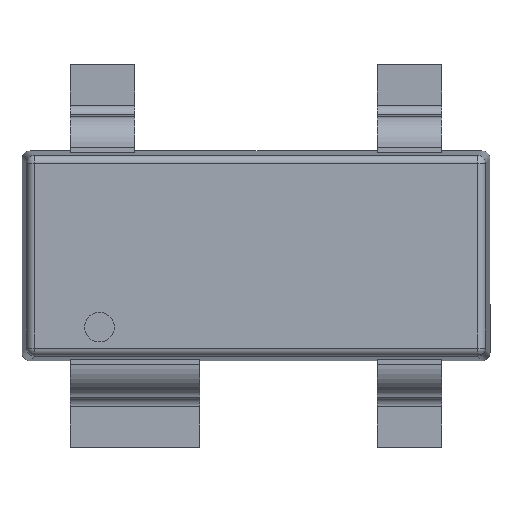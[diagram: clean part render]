
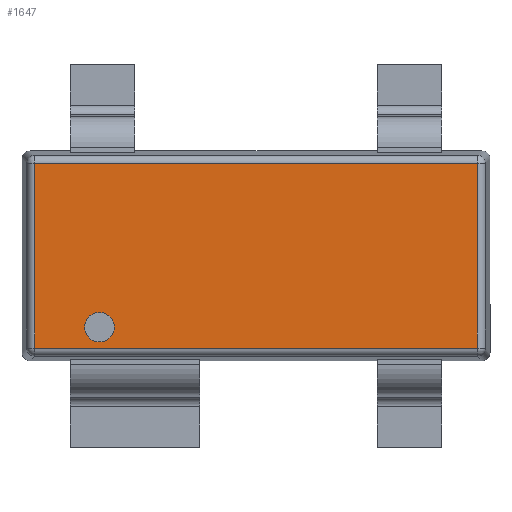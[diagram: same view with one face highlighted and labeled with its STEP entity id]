
A CAD part, top view. The second image highlights one B-rep face of the part: STEP entity #1647.
In plain terms, the highlighted planar face has unit normal (0, 0, 1).
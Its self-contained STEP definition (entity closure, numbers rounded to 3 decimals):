
#249 = VERTEX_POINT ( 'NONE', #4268 ) ;
#313 = EDGE_CURVE ( 'NONE', #249, #2696, #6507, .T. ) ;
#729 = VECTOR ( 'NONE', #5620, 1000. ) ;
#866 = CIRCLE ( 'NONE', #1099, 0.092 ) ;
#915 = LINE ( 'NONE', #5310, #2545 ) ;
#1099 = AXIS2_PLACEMENT_3D ( 'NONE', #5761, #2984, #6843 ) ;
#1359 = CARTESIAN_POINT ( 'NONE',  ( -1.372, -0.572, 0.45 ) ) ;
#1364 = FACE_BOUND ( 'NONE', #5677, .T. ) ;
#1647 = ADVANCED_FACE ( 'NONE', ( #6586, #1364 ), #2063, .T. ) ;
#1874 = EDGE_LOOP ( 'NONE', ( #2233, #4428, #2102, #6575 ) ) ;
#1922 = DIRECTION ( 'NONE',  ( 0., 0., 1. ) ) ;
#2051 = DIRECTION ( 'NONE',  ( 0., 1., 0. ) ) ;
#2060 = EDGE_CURVE ( 'NONE', #2696, #249, #866, .T. ) ;
#2063 = PLANE ( 'NONE',  #3618 ) ;
#2083 = DIRECTION ( 'NONE',  ( 1., 0., 0. ) ) ;
#2102 = ORIENTED_EDGE ( 'NONE', *, *, #5901, .T. ) ;
#2233 = ORIENTED_EDGE ( 'NONE', *, *, #4049, .T. ) ;
#2250 = CARTESIAN_POINT ( 'NONE',  ( -1.372, -0.619, 0.45 ) ) ;
#2545 = VECTOR ( 'NONE', #2051, 1000. ) ;
#2696 = VERTEX_POINT ( 'NONE', #4847 ) ;
#2863 = EDGE_CURVE ( 'NONE', #3255, #7175, #6842, .T. ) ;
#2984 = DIRECTION ( 'NONE',  ( 0., 0., 1. ) ) ;
#2999 = VECTOR ( 'NONE', #6361, 1000. ) ;
#3119 = CARTESIAN_POINT ( 'NONE',  ( 0., 0., 0.45 ) ) ;
#3124 = CARTESIAN_POINT ( 'NONE',  ( -1.372, 0.572, 0.45 ) ) ;
#3255 = VERTEX_POINT ( 'NONE', #3124 ) ;
#3379 = CARTESIAN_POINT ( 'NONE',  ( 1.419, -0.572, 0.45 ) ) ;
#3618 = AXIS2_PLACEMENT_3D ( 'NONE', #3119, #1922, #4725 ) ;
#3733 = CARTESIAN_POINT ( 'NONE',  ( 1.372, 0.572, 0.45 ) ) ;
#3982 = VERTEX_POINT ( 'NONE', #3733 ) ;
#4049 = EDGE_CURVE ( 'NONE', #3982, #3255, #6714, .T. ) ;
#4268 = CARTESIAN_POINT ( 'NONE',  ( -0.878, -0.443, 0.45 ) ) ;
#4428 = ORIENTED_EDGE ( 'NONE', *, *, #2863, .T. ) ;
#4474 = LINE ( 'NONE', #3379, #729 ) ;
#4707 = VERTEX_POINT ( 'NONE', #6642 ) ;
#4725 = DIRECTION ( 'NONE',  ( 1., 0., 0. ) ) ;
#4847 = CARTESIAN_POINT ( 'NONE',  ( -1.062, -0.443, 0.45 ) ) ;
#5310 = CARTESIAN_POINT ( 'NONE',  ( 1.372, 0.619, 0.45 ) ) ;
#5549 = EDGE_CURVE ( 'NONE', #4707, #3982, #915, .T. ) ;
#5588 = DIRECTION ( 'NONE',  ( 0., 0., 1. ) ) ;
#5607 = ORIENTED_EDGE ( 'NONE', *, *, #2060, .F. ) ;
#5620 = DIRECTION ( 'NONE',  ( 1., 0., 0. ) ) ;
#5677 = EDGE_LOOP ( 'NONE', ( #6464, #5607 ) ) ;
#5749 = VECTOR ( 'NONE', #6158, 1000. ) ;
#5761 = CARTESIAN_POINT ( 'NONE',  ( -0.97, -0.443, 0.45 ) ) ;
#5901 = EDGE_CURVE ( 'NONE', #7175, #4707, #4474, .T. ) ;
#6158 = DIRECTION ( 'NONE',  ( -1., 0., 0. ) ) ;
#6361 = DIRECTION ( 'NONE',  ( 0., -1., 0. ) ) ;
#6464 = ORIENTED_EDGE ( 'NONE', *, *, #313, .F. ) ;
#6507 = CIRCLE ( 'NONE', #6622, 0.092 ) ;
#6575 = ORIENTED_EDGE ( 'NONE', *, *, #5549, .T. ) ;
#6586 = FACE_OUTER_BOUND ( 'NONE', #1874, .T. ) ;
#6622 = AXIS2_PLACEMENT_3D ( 'NONE', #6741, #5588, #2083 ) ;
#6642 = CARTESIAN_POINT ( 'NONE',  ( 1.372, -0.572, 0.45 ) ) ;
#6714 = LINE ( 'NONE', #6869, #5749 ) ;
#6741 = CARTESIAN_POINT ( 'NONE',  ( -0.97, -0.443, 0.45 ) ) ;
#6842 = LINE ( 'NONE', #2250, #2999 ) ;
#6843 = DIRECTION ( 'NONE',  ( 1., 0., 0. ) ) ;
#6869 = CARTESIAN_POINT ( 'NONE',  ( -1.419, 0.572, 0.45 ) ) ;
#7175 = VERTEX_POINT ( 'NONE', #1359 ) ;
